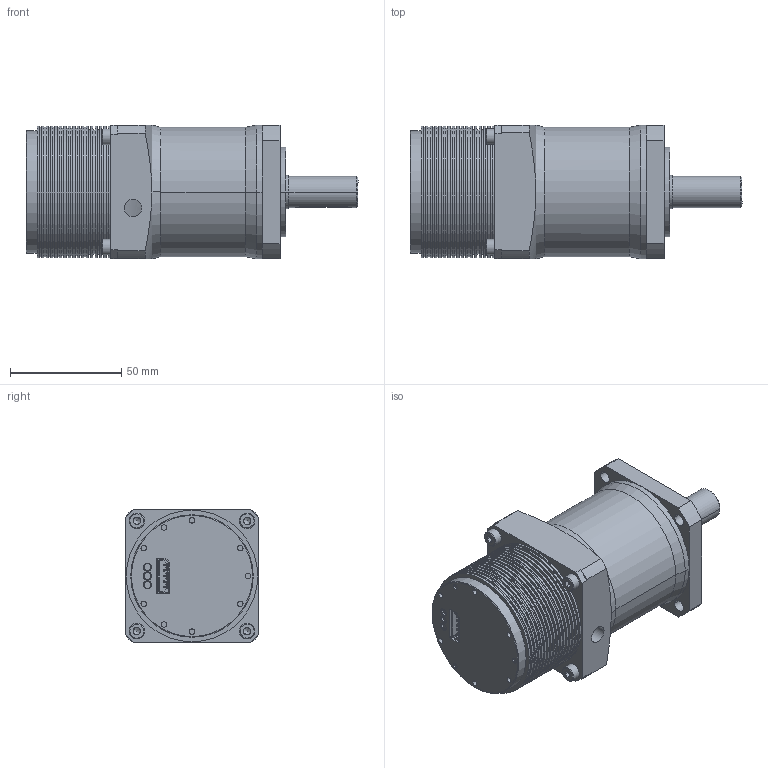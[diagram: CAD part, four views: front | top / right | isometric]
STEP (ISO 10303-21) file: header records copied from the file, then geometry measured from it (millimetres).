
FILE_DESCRIPTION (( 'STEP AP214' ), '1' );
FILE_NAME ('BB59PB60(2ST).STEP', '2024-01-19T05:29:21', ( '821079794744' ), ( '' ), 'SwSTEP 2.0', 'SolidWorks 2018', '' );
FILE_SCHEMA (( 'AUTOMOTIVE_DESIGN' ));
Length unit declared in the file: millimetre
Products named in the file (1): BB59PB60(2ST)
Bounding box: 149 x 60.08 x 60.08 mm (x, y, z)
Volume: 328724.2 mm3; surface area: 45746.8 mm2
Topology: 2 solids, 29 shells, 824 faces, 2035 edges, 1282 vertices
Faces by surface type: plane 357, cylinder 254, cone 95, torus 72, sphere 32, bspline 14
Full cylindrical faces by diameter (mm): 0.7 x5, 2.5 x9, 3 x3, 3.3 x4, 4 x4, 4.3 x4, 7 x4, 55 x1, 56 x6, 57.1 x5, 58 x6, 59 x17
Entity records: 32809 total; most frequent: CARTESIAN_POINT 5912, DIRECTION 4058, ORIENTED_EDGE 3652, EDGE_CURVE 1826, AXIS2_PLACEMENT_3D 1695, VERTEX_POINT 1223, EDGE_LOOP 1013, FACE_OUTER_BOUND 896
